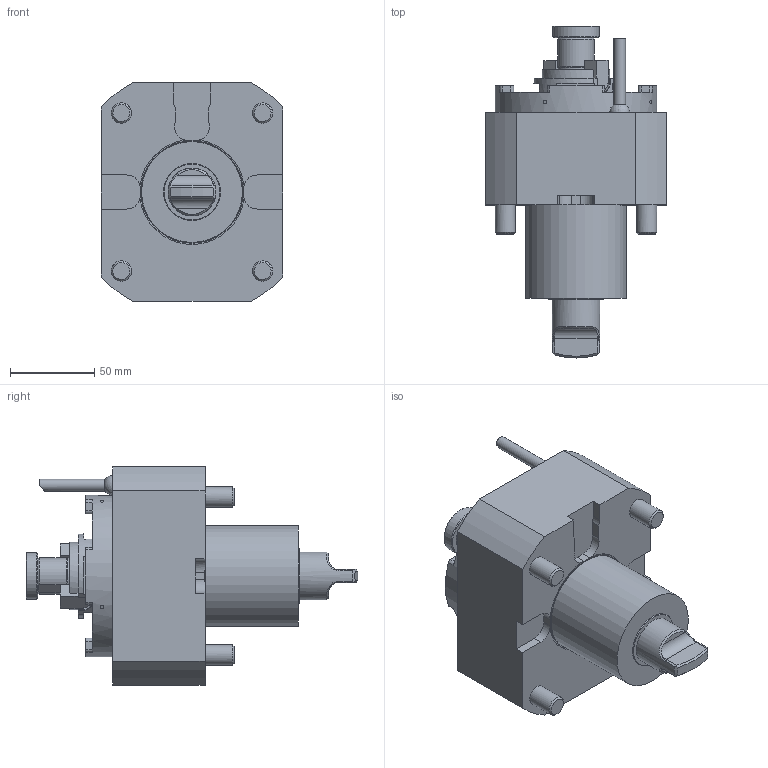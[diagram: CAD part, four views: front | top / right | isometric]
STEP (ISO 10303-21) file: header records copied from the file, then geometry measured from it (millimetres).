
FILE_DESCRIPTION (( 'STEP AP214' ), '1' );
FILE_NAME ('RAPFH22E131UNL.STEP', '2025-08-29T06:56:35', ( '' ), ( '' ), 'SwSTEP 2.0', 'SolidWorks 2023', '' );
FILE_SCHEMA (( 'AUTOMOTIVE_DESIGN' ));
Length unit declared in the file: millimetre
Products named in the file (1): RAPFH22E131UNL
Bounding box: 108 x 197.5 x 130 mm (x, y, z)
Volume: 1044477.7 mm3; surface area: 79722.4 mm2
Topology: 1 solids, 1 shells, 518 faces, 1365 edges, 900 vertices
Faces by surface type: plane 339, cylinder 94, bspline 55, cone 26, torus 3, sphere 1
Full cylindrical faces by diameter (mm): 1.7 x1, 2.1 x1, 4 x1, 6.366 x1, 7 x1, 12 x4, 28 x1, 28.5 x1, 50 x1, 60 x1, 96 x1
Entity records: 23246 total; most frequent: CARTESIAN_POINT 7751, ORIENTED_EDGE 2642, DIRECTION 2306, EDGE_CURVE 1321, VECTOR 934, LINE 934, VERTEX_POINT 883, AXIS2_PLACEMENT_3D 686
